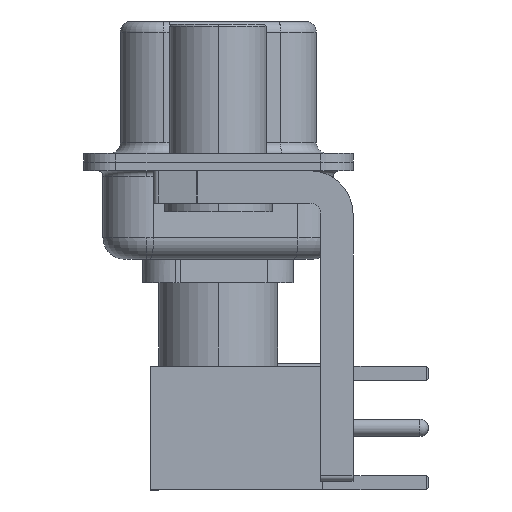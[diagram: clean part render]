
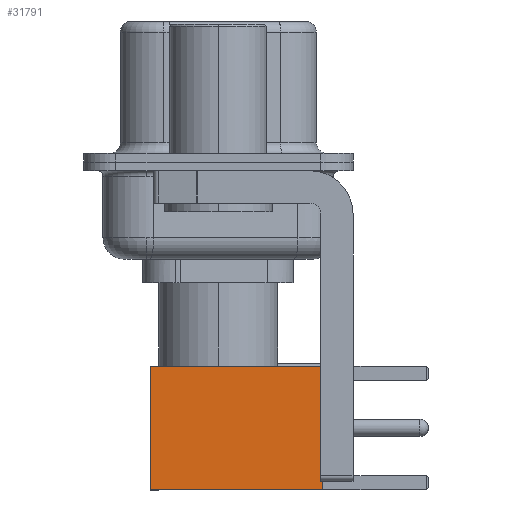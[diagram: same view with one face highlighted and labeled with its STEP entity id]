
A CAD part, left-side view. The second image highlights one B-rep face of the part: STEP entity #31791.
In plain terms, the highlighted face is planar.
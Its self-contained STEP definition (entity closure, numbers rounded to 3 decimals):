
#1828 = CARTESIAN_POINT ( 'NONE',  ( 2.875, 2.875, 0. ) ) ;
#2140 = DIRECTION ( 'NONE',  ( 0., 0., -1. ) ) ;
#4019 = VECTOR ( 'NONE', #11022, 1000. ) ;
#4670 = FACE_OUTER_BOUND ( 'NONE', #30022, .T. ) ;
#5336 = CARTESIAN_POINT ( 'NONE',  ( -2.875, 2.875, 0. ) ) ;
#5555 = EDGE_CURVE ( 'NONE', #6109, #12562, #10810, .T. ) ;
#5884 = AXIS2_PLACEMENT_3D ( 'NONE', #1828, #7865, #32130 ) ;
#6109 = VERTEX_POINT ( 'NONE', #29381 ) ;
#6243 = DIRECTION ( 'NONE',  ( -1., 0., 0. ) ) ;
#7436 = LINE ( 'NONE', #13080, #32783 ) ;
#7865 = DIRECTION ( 'NONE',  ( 0., 1., 0. ) ) ;
#9092 = VECTOR ( 'NONE', #6243, 1000. ) ;
#10810 = LINE ( 'NONE', #21449, #14126 ) ;
#11022 = DIRECTION ( 'NONE',  ( -1., 0., 0. ) ) ;
#12562 = VERTEX_POINT ( 'NONE', #25405 ) ;
#13080 = CARTESIAN_POINT ( 'NONE',  ( -2.875, 2.875, 0. ) ) ;
#13501 = LINE ( 'NONE', #26978, #4019 ) ;
#14126 = VECTOR ( 'NONE', #2140, 1000. ) ;
#14200 = CARTESIAN_POINT ( 'NONE',  ( 0., 2.875, 8. ) ) ;
#16755 = ORIENTED_EDGE ( 'NONE', *, *, #5555, .T. ) ;
#17197 = LINE ( 'NONE', #14200, #9092 ) ;
#18836 = CARTESIAN_POINT ( 'NONE',  ( -2.875, 2.875, 8. ) ) ;
#20170 = VERTEX_POINT ( 'NONE', #5336 ) ;
#20571 = EDGE_CURVE ( 'NONE', #33494, #20170, #7436, .T. ) ;
#21430 = EDGE_CURVE ( 'NONE', #6109, #33494, #17197, .T. ) ;
#21449 = CARTESIAN_POINT ( 'NONE',  ( 2.875, 2.875, 0. ) ) ;
#23076 = ORIENTED_EDGE ( 'NONE', *, *, #20571, .F. ) ;
#25405 = CARTESIAN_POINT ( 'NONE',  ( 2.875, 2.875, 0. ) ) ;
#26127 = ORIENTED_EDGE ( 'NONE', *, *, #21430, .F. ) ;
#26978 = CARTESIAN_POINT ( 'NONE',  ( 0., 2.875, 0. ) ) ;
#29317 = EDGE_CURVE ( 'NONE', #12562, #20170, #13501, .T. ) ;
#29381 = CARTESIAN_POINT ( 'NONE',  ( 2.875, 2.875, 8. ) ) ;
#30022 = EDGE_LOOP ( 'NONE', ( #16755, #31448, #23076, #26127 ) ) ;
#31432 = PLANE ( 'NONE',  #5884 ) ;
#31448 = ORIENTED_EDGE ( 'NONE', *, *, #29317, .T. ) ;
#31791 = ADVANCED_FACE ( 'NONE', ( #4670 ), #31432, .T. ) ;
#32046 = DIRECTION ( 'NONE',  ( 0., 0., -1. ) ) ;
#32130 = DIRECTION ( 'NONE',  ( 0., 0., 1. ) ) ;
#32783 = VECTOR ( 'NONE', #32046, 1000. ) ;
#33494 = VERTEX_POINT ( 'NONE', #18836 ) ;
